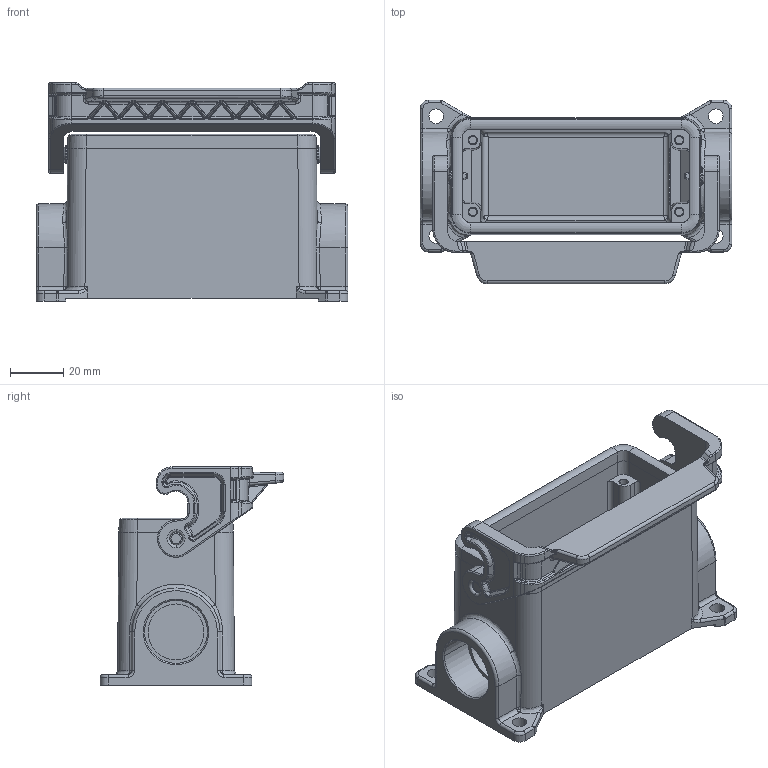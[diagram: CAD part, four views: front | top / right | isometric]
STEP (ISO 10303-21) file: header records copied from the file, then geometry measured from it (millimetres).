
FILE_DESCRIPTION(('Creo Elements/Direct Modeling STEP Export'),'2;1');
FILE_NAME('0ln7uvk5tno4bgg968','2023-11-15T16:17:28',(''),(''),'Creo Elements/Direct Modeling STEP processor for AP214 (Solid Model)','Creo Elements/Direct Modeling 20.1B 02-Apr-2019 (C) Parametric Technology GmbH','');
FILE_SCHEMA(('AUTOMOTIVE_DESIGN { 1 0 10303 214 1 1 1 1 }'));
Products named in the file (2): JMPP 16 L25
Assembly tree (1 placements, depth 2):
  JMPP 16 L25
    JMPP 16 L25
Bounding box: 117 x 69 x 82 mm (x, y, z)
Volume: 119505.3 mm3; surface area: 55101.5 mm2
Topology: 1 solids, 1 shells, 875 faces, 2138 edges, 1271 vertices
Faces by surface type: cylinder 354, bspline 228, plane 183, torus 72, cone 34, sphere 4
Entity records: 87990 total; most frequent: CARTESIAN_POINT 63324, ORIENTED_EDGE 4264, DIRECTION 2892, EDGE_CURVE 2132, VERTEX_POINT 1271, AXIS2_PLACEMENT_3D 1029, EDGE_LOOP 899, COLOUR_RGB 876
